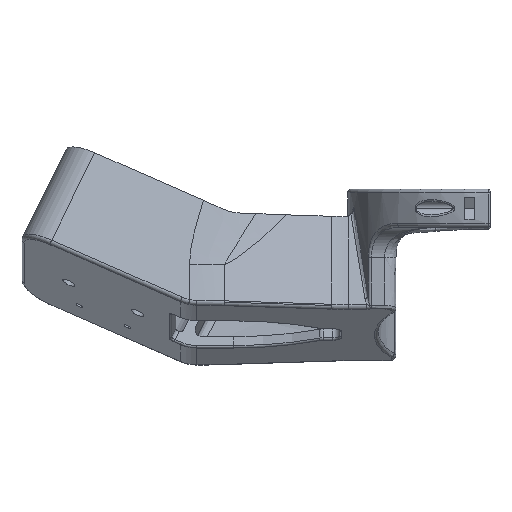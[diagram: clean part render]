
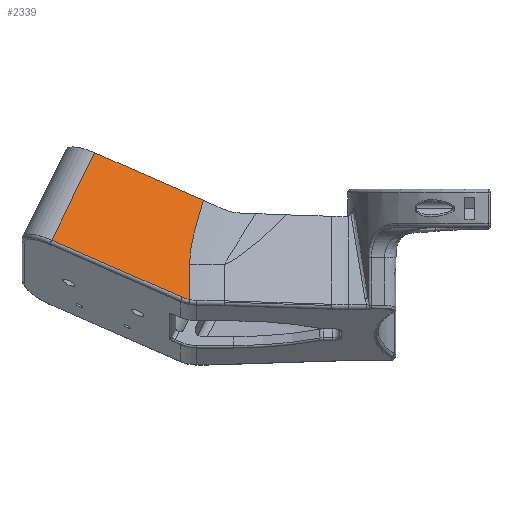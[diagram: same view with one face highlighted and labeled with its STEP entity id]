
A CAD part, left-side view. The second image highlights one B-rep face of the part: STEP entity #2339.
In plain terms, the highlighted planar face has unit normal (-0.94, 0, 0.342).
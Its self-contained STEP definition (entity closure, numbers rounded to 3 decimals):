
#38 = CARTESIAN_POINT ( 'NONE',  ( -22.657, 79.65, -4.077 ) ) ;
#235 = VERTEX_POINT ( 'NONE', #8528 ) ;
#279 = DIRECTION ( 'NONE',  ( -0.342, 0., -0.94 ) ) ;
#296 = CARTESIAN_POINT ( 'NONE',  ( -8.581, 104.569, 34.596 ) ) ;
#380 = VECTOR ( 'NONE', #7745, 1000. ) ;
#391 = FACE_OUTER_BOUND ( 'NONE', #7019, .T. ) ;
#556 = CARTESIAN_POINT ( 'NONE',  ( -25.207, 64.206, -11.085 ) ) ;
#828 = CARTESIAN_POINT ( 'NONE',  ( -19.267, 79.65, 5.235 ) ) ;
#905 = ORIENTED_EDGE ( 'NONE', *, *, #6647, .F. ) ;
#1245 = VERTEX_POINT ( 'NONE', #296 ) ;
#1260 = CARTESIAN_POINT ( 'NONE',  ( -13.137, 75.999, 22.077 ) ) ;
#2010 = AXIS2_PLACEMENT_3D ( 'NONE', #6775, #3248, #7636 ) ;
#2129 = EDGE_CURVE ( 'NONE', #6046, #10718, #6545, .T. ) ;
#2339 = ADVANCED_FACE ( 'NONE', ( #391 ), #7311, .T. ) ;
#2462 = ORIENTED_EDGE ( 'NONE', *, *, #4324, .F. ) ;
#2500 = CARTESIAN_POINT ( 'NONE',  ( -16.675, 78.728, 12.356 ) ) ;
#2549 = CIRCLE ( 'NONE', #2010, 9. ) ;
#2614 = CARTESIAN_POINT ( 'NONE',  ( -14.141, 76.859, 19.32 ) ) ;
#2671 = CARTESIAN_POINT ( 'NONE',  ( -15.657, 78.043, 15.155 ) ) ;
#2809 = CARTESIAN_POINT ( 'NONE',  ( -22.435, 81.587, -3.469 ) ) ;
#2971 = B_SPLINE_CURVE_WITH_KNOTS ( 'NONE', 3,
 ( #7912, #5103, #2614, #3306, #2671, #2500, #8600, #7064, #7842, #828 ),
 .UNSPECIFIED., .F., .F.,
 ( 4, 2, 2, 2, 4 ),
 ( 0., 0.005, 0.009, 0.014, 0.018 ),
 .UNSPECIFIED. ) ;
#3248 = DIRECTION ( 'NONE',  ( 0.94, 0., -0.342 ) ) ;
#3306 = CARTESIAN_POINT ( 'NONE',  ( -15.15, 77.662, 16.547 ) ) ;
#3416 = ORIENTED_EDGE ( 'NONE', *, *, #2129, .F. ) ;
#3534 = VECTOR ( 'NONE', #4394, 1000. ) ;
#4250 = LINE ( 'NONE', #8661, #380 ) ;
#4324 = EDGE_CURVE ( 'NONE', #7892, #6046, #2549, .T. ) ;
#4394 = DIRECTION ( 'NONE',  ( -0.342, 0., -0.94 ) ) ;
#4506 = EDGE_CURVE ( 'NONE', #5190, #235, #2971, .T. ) ;
#4512 = LINE ( 'NONE', #8019, #3534 ) ;
#5103 = CARTESIAN_POINT ( 'NONE',  ( -13.638, 76.436, 20.7 ) ) ;
#5140 = VECTOR ( 'NONE', #11052, 1000. ) ;
#5190 = VERTEX_POINT ( 'NONE', #1260 ) ;
#5701 = DIRECTION ( 'NONE',  ( -0.94, 0., 0.342 ) ) ;
#6046 = VERTEX_POINT ( 'NONE', #2809 ) ;
#6152 = LINE ( 'NONE', #8648, #9937 ) ;
#6312 = CARTESIAN_POINT ( 'NONE',  ( -16.95, 115.979, 11.601 ) ) ;
#6452 = EDGE_CURVE ( 'NONE', #5190, #1245, #6152, .T. ) ;
#6545 = LINE ( 'NONE', #556, #5140 ) ;
#6647 = EDGE_CURVE ( 'NONE', #235, #7892, #4512, .T. ) ;
#6775 = CARTESIAN_POINT ( 'NONE',  ( -19.645, 77.783, 4.196 ) ) ;
#7019 = EDGE_LOOP ( 'NONE', ( #905, #7708, #8221, #9364, #3416, #2462 ) ) ;
#7064 = CARTESIAN_POINT ( 'NONE',  ( -18.22, 79.496, 8.112 ) ) ;
#7311 = PLANE ( 'NONE',  #8062 ) ;
#7473 = CARTESIAN_POINT ( 'NONE',  ( -36.792, 80., -42.914 ) ) ;
#7636 = DIRECTION ( 'NONE',  ( -0.342, 0., -0.94 ) ) ;
#7708 = ORIENTED_EDGE ( 'NONE', *, *, #4506, .F. ) ;
#7745 = DIRECTION ( 'NONE',  ( 0.31, -0.423, 0.852 ) ) ;
#7842 = CARTESIAN_POINT ( 'NONE',  ( -18.743, 79.65, 6.676 ) ) ;
#7892 = VERTEX_POINT ( 'NONE', #38 ) ;
#7912 = CARTESIAN_POINT ( 'NONE',  ( -13.137, 75.999, 22.077 ) ) ;
#8019 = CARTESIAN_POINT ( 'NONE',  ( -36.792, 79.65, -42.914 ) ) ;
#8062 = AXIS2_PLACEMENT_3D ( 'NONE', #7473, #5701, #279 ) ;
#8221 = ORIENTED_EDGE ( 'NONE', *, *, #6452, .T. ) ;
#8528 = CARTESIAN_POINT ( 'NONE',  ( -19.267, 79.65, 5.235 ) ) ;
#8600 = CARTESIAN_POINT ( 'NONE',  ( -17.187, 79.034, 10.951 ) ) ;
#8648 = CARTESIAN_POINT ( 'NONE',  ( -14.29, 68.769, 18.909 ) ) ;
#8661 = CARTESIAN_POINT ( 'NONE',  ( -28.535, 131.774, -20.227 ) ) ;
#8706 = EDGE_CURVE ( 'NONE', #10718, #1245, #4250, .T. ) ;
#9364 = ORIENTED_EDGE ( 'NONE', *, *, #8706, .F. ) ;
#9937 = VECTOR ( 'NONE', #11267, 1000. ) ;
#10718 = VERTEX_POINT ( 'NONE', #6312 ) ;
#11052 = DIRECTION ( 'NONE',  ( 0.145, 0.906, 0.397 ) ) ;
#11267 = DIRECTION ( 'NONE',  ( 0.145, 0.906, 0.397 ) ) ;
